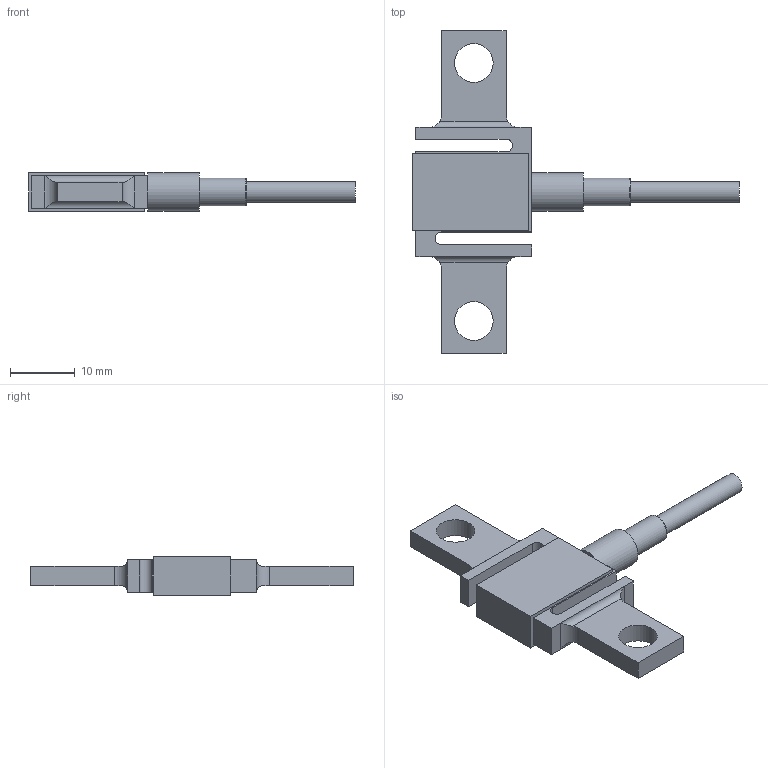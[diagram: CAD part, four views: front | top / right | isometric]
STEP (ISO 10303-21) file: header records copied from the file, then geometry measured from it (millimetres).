
FILE_DESCRIPTION( ( 'Unknown' ), '1' );
FILE_NAME( 'K-1368_10-200N.stp', 'Unknown', ( 'Unknown' ), ( 'Unknown' ), 'PSStep 17.0.49', 'Unknown', ' ' );
FILE_SCHEMA( ( 'AUTOMOTIVE_DESIGN { 1 0 10303 214 1 1 1 1 }' ) );
Length unit declared in the file: millimetre
Products named in the file (6): Assem1; 1368-004_DOC-00080283; 1368-002_DOC-00063923; 1368-003_DOC-00063920; Druckfeder_DOC-00080296; kabeldurchmesser 3,2_doc-00040959
Assembly tree (5 placements, depth 2):
  Assem1
    1368-004_DOC-00080283
    1368-002_DOC-00063923
    1368-003_DOC-00063920
    Druckfeder_DOC-00080296
    kabeldurchmesser 3,2_doc-00040959
Bounding box: 50.7 x 50 x 6 mm (x, y, z)
Volume: 2940.6 mm3; surface area: 4068.2 mm2
Topology: 5 solids, 5 shells, 61 faces, 144 edges, 92 vertices
Faces by surface type: plane 39, cylinder 19, torus 2, cone 1
Full cylindrical faces by diameter (mm): 2.8 x1, 3.2 x1, 3.68 x1, 3.8 x1, 4.2 x1, 4.32 x1, 6 x3
Entity records: 2316 total; most frequent: CARTESIAN_POINT 359, DIRECTION 286, ORIENTED_EDGE 260, EDGE_CURVE 130, AXIS2_PLACEMENT_3D 97, LINE 92, VECTOR 92, VERTEX_POINT 90
